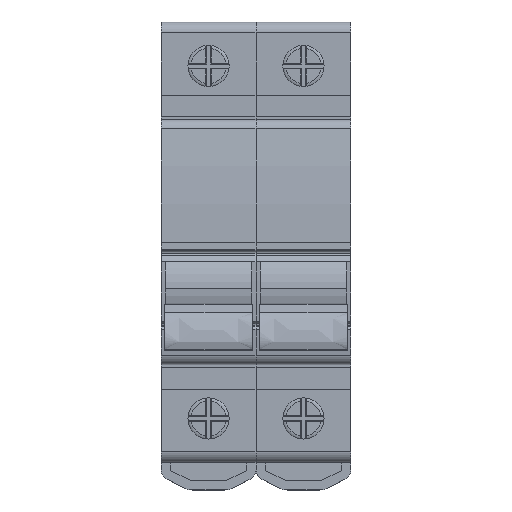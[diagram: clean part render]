
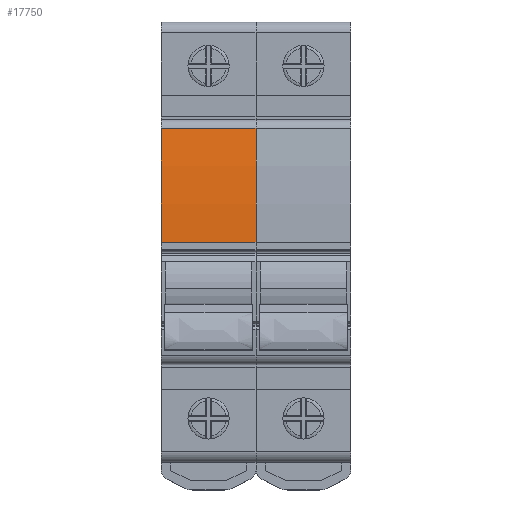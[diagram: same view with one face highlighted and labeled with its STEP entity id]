
A CAD part, top view. The second image highlights one B-rep face of the part: STEP entity #17750.
In plain terms, the highlighted cylindrical face has radius 122.659 mm (diameter 245.319 mm), a partial arc.
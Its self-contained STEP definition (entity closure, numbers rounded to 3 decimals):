
#755 = AXIS2_PLACEMENT_3D ( 'NONE', #10633, #9165, #9449 ) ;
#1399 = LINE ( 'NONE', #15183, #14995 ) ;
#3037 = CARTESIAN_POINT ( 'NONE',  ( 8.75, 20.941, 65.699 ) ) ;
#3105 = VECTOR ( 'NONE', #14587, 1000. ) ;
#3184 = ORIENTED_EDGE ( 'NONE', *, *, #11338, .F. ) ;
#3583 = CYLINDRICAL_SURFACE ( 'NONE', #9973, 122.66 ) ;
#3670 = DIRECTION ( 'NONE',  ( -1., 0., 0. ) ) ;
#4639 = CARTESIAN_POINT ( 'NONE',  ( 8.75, 20.941, 65.699 ) ) ;
#4878 = VERTEX_POINT ( 'NONE', #3037 ) ;
#5050 = ORIENTED_EDGE ( 'NONE', *, *, #6261, .T. ) ;
#5303 = DIRECTION ( 'NONE',  ( 0., 0., 1. ) ) ;
#5319 = CARTESIAN_POINT ( 'NONE',  ( 8.75, 0., 67.5 ) ) ;
#6100 = VERTEX_POINT ( 'NONE', #16160 ) ;
#6261 = EDGE_CURVE ( 'NONE', #4878, #7606, #8996, .T. ) ;
#6285 = CIRCLE ( 'NONE', #755, 122.66 ) ;
#6482 = CARTESIAN_POINT ( 'NONE',  ( 8.75, 0., -55.16 ) ) ;
#7606 = VERTEX_POINT ( 'NONE', #8931 ) ;
#8133 = EDGE_LOOP ( 'NONE', ( #10005, #3184, #5050, #13104 ) ) ;
#8527 = EDGE_CURVE ( 'NONE', #15543, #6100, #1399, .T. ) ;
#8844 = DIRECTION ( 'NONE',  ( 1., 0., 0. ) ) ;
#8931 = CARTESIAN_POINT ( 'NONE',  ( -8.75, 20.941, 65.699 ) ) ;
#8996 = LINE ( 'NONE', #4639, #3105 ) ;
#9165 = DIRECTION ( 'NONE',  ( 1., 0., 0. ) ) ;
#9449 = DIRECTION ( 'NONE',  ( 0., 0., 1. ) ) ;
#9973 = AXIS2_PLACEMENT_3D ( 'NONE', #6482, #3670, #5303 ) ;
#10005 = ORIENTED_EDGE ( 'NONE', *, *, #8527, .F. ) ;
#10633 = CARTESIAN_POINT ( 'NONE',  ( -8.75, 0., -55.16 ) ) ;
#10662 = EDGE_CURVE ( 'NONE', #7606, #6100, #6285, .T. ) ;
#11338 = EDGE_CURVE ( 'NONE', #4878, #15543, #13860, .T. ) ;
#12523 = DIRECTION ( 'NONE',  ( -1., 0., 0. ) ) ;
#12702 = CARTESIAN_POINT ( 'NONE',  ( 8.75, 0., -55.16 ) ) ;
#13104 = ORIENTED_EDGE ( 'NONE', *, *, #10662, .T. ) ;
#13334 = FACE_OUTER_BOUND ( 'NONE', #8133, .T. ) ;
#13860 = CIRCLE ( 'NONE', #17656, 122.66 ) ;
#14432 = DIRECTION ( 'NONE',  ( 0., 0., -1. ) ) ;
#14587 = DIRECTION ( 'NONE',  ( -1., 0., 0. ) ) ;
#14995 = VECTOR ( 'NONE', #12523, 1000. ) ;
#15183 = CARTESIAN_POINT ( 'NONE',  ( 8.75, 0., 67.5 ) ) ;
#15543 = VERTEX_POINT ( 'NONE', #5319 ) ;
#16160 = CARTESIAN_POINT ( 'NONE',  ( -8.75, 0., 67.5 ) ) ;
#17656 = AXIS2_PLACEMENT_3D ( 'NONE', #12702, #8844, #14432 ) ;
#17750 = ADVANCED_FACE ( 'NONE', ( #13334 ), #3583, .T. ) ;
